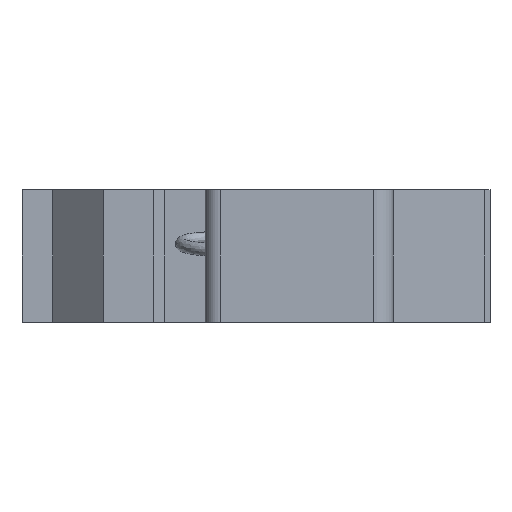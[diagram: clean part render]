
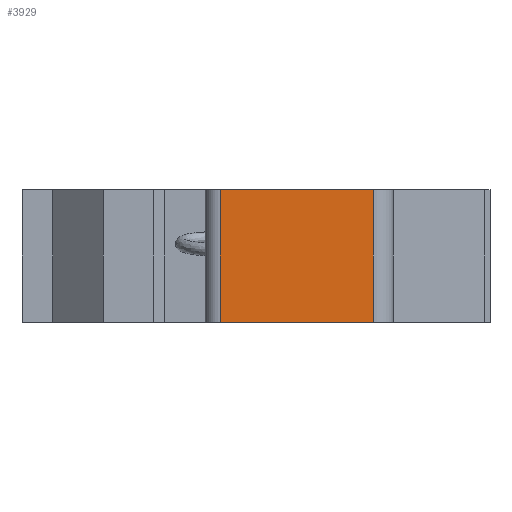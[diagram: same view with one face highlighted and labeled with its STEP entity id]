
A CAD part, front view. The second image highlights one B-rep face of the part: STEP entity #3929.
In plain terms, the highlighted planar face has unit normal (0, -1, 0).
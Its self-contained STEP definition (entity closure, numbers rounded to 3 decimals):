
#681=ORIENTED_EDGE('',*,*,#1547,.F.);
#682=ORIENTED_EDGE('',*,*,#1723,.F.);
#683=ORIENTED_EDGE('',*,*,#1620,.T.);
#684=ORIENTED_EDGE('',*,*,#1724,.T.);
#1547=EDGE_CURVE('',#2120,#2121,#2489,.T.);
#1620=EDGE_CURVE('',#2193,#2192,#2543,.T.);
#1723=EDGE_CURVE('',#2193,#2120,#2627,.T.);
#1724=EDGE_CURVE('',#2192,#2121,#2628,.T.);
#2120=VERTEX_POINT('',#6114);
#2121=VERTEX_POINT('',#6116);
#2192=VERTEX_POINT('',#6263);
#2193=VERTEX_POINT('',#6265);
#2489=LINE('',#6115,#2926);
#2543=LINE('',#6264,#2980);
#2627=LINE('',#6463,#3064);
#2628=LINE('',#6465,#3065);
#2926=VECTOR('',#4881,1000.);
#2980=VECTOR('',#4981,1000.);
#3064=VECTOR('',#5175,1000.);
#3065=VECTOR('',#5178,1000.);
#3315=EDGE_LOOP('',(#681,#682,#683,#684));
#3552=FACE_BOUND('',#3315,.T.);
#3776=PLANE('',#4482);
#3929=ADVANCED_FACE('',(#3552),#3776,.T.);
#4482=AXIS2_PLACEMENT_3D('',#6464,#5176,#5177);
#4881=DIRECTION('',(-1.,0.,0.));
#4981=DIRECTION('',(-1.,0.,0.));
#5175=DIRECTION('',(0.,0.,-1.));
#5176=DIRECTION('',(0.,-1.,0.));
#5177=DIRECTION('',(0.,0.,-1.));
#5178=DIRECTION('',(0.,0.,-1.));
#6114=CARTESIAN_POINT('',(11.5,-21.,0.));
#6115=CARTESIAN_POINT('',(11.5,-21.,0.));
#6116=CARTESIAN_POINT('',(-3.5,-21.,0.));
#6263=CARTESIAN_POINT('',(-3.5,-21.,13.));
#6264=CARTESIAN_POINT('',(11.5,-21.,13.));
#6265=CARTESIAN_POINT('',(11.5,-21.,13.));
#6463=CARTESIAN_POINT('',(11.5,-21.,13.));
#6464=CARTESIAN_POINT('',(11.5,-21.,13.));
#6465=CARTESIAN_POINT('',(-3.5,-21.,13.));
